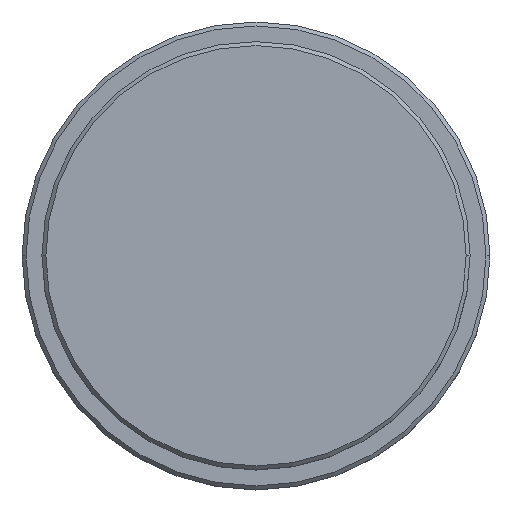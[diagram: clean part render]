
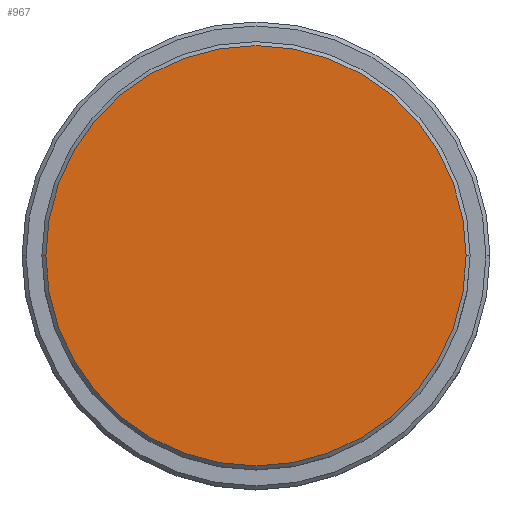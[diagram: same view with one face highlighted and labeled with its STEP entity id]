
A CAD part, top view. The second image highlights one B-rep face of the part: STEP entity #967.
In plain terms, the highlighted planar face has unit normal (0, 0, 1).
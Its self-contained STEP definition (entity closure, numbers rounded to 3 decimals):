
#67 = CARTESIAN_POINT ( 'NONE',  ( -26.5, 0., 0. ) ) ;
#270 = DIRECTION ( 'NONE',  ( 0., 0., 1. ) ) ;
#416 = ORIENTED_EDGE ( 'NONE', *, *, #1372, .T. ) ;
#442 = VERTEX_POINT ( 'NONE', #67 ) ;
#447 = AXIS2_PLACEMENT_3D ( 'NONE', #534, #1169, #1386 ) ;
#448 = CIRCLE ( 'NONE', #979, 26.5 ) ;
#472 = DIRECTION ( 'NONE',  ( 0., 0., 1. ) ) ;
#532 = CARTESIAN_POINT ( 'NONE',  ( 26.5, 0., 0. ) ) ;
#534 = CARTESIAN_POINT ( 'NONE',  ( 0., 0., 0. ) ) ;
#554 = ORIENTED_EDGE ( 'NONE', *, *, #1353, .T. ) ;
#599 = DIRECTION ( 'NONE',  ( 1., 0., 0. ) ) ;
#638 = FACE_OUTER_BOUND ( 'NONE', #937, .T. ) ;
#694 = CARTESIAN_POINT ( 'NONE',  ( 0., 0., 0. ) ) ;
#908 = DIRECTION ( 'NONE',  ( 1., 0., 0. ) ) ;
#937 = EDGE_LOOP ( 'NONE', ( #554, #416 ) ) ;
#967 = ADVANCED_FACE ( 'NONE', ( #638 ), #1092, .T. ) ;
#979 = AXIS2_PLACEMENT_3D ( 'NONE', #694, #270, #599 ) ;
#1024 = CARTESIAN_POINT ( 'NONE',  ( 0., 0., 0. ) ) ;
#1049 = CIRCLE ( 'NONE', #1266, 26.5 ) ;
#1092 = PLANE ( 'NONE',  #447 ) ;
#1169 = DIRECTION ( 'NONE',  ( 0., 0., 1. ) ) ;
#1184 = VERTEX_POINT ( 'NONE', #532 ) ;
#1266 = AXIS2_PLACEMENT_3D ( 'NONE', #1024, #472, #908 ) ;
#1353 = EDGE_CURVE ( 'NONE', #442, #1184, #1049, .T. ) ;
#1372 = EDGE_CURVE ( 'NONE', #1184, #442, #448, .T. ) ;
#1386 = DIRECTION ( 'NONE',  ( 1., 0., 0. ) ) ;
